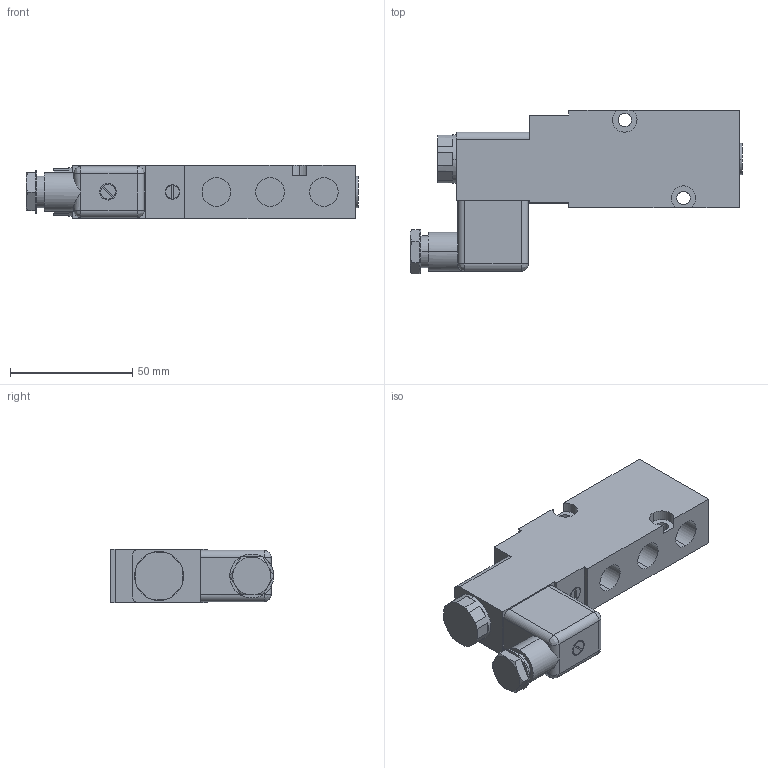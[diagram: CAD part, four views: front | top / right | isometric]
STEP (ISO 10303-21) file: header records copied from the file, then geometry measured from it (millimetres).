
FILE_DESCRIPTION (( 'STEP AP203' ), '1' );
FILE_NAME ('MNH.510.701.STEP', '2018-11-21T10:49:11', ( '' ), ( '' ), 'SwSTEP 2.0', 'SolidWorks 2013', '' );
FILE_SCHEMA (( 'CONFIG_CONTROL_DESIGN' ));
Length unit declared in the file: millimetre
Products named in the file (1): MNH.510.701
Bounding box: 136 x 67 x 22 mm (x, y, z)
Volume: 109334.1 mm3; surface area: 22319.2 mm2
Topology: 2 solids, 2 shells, 138 faces, 324 edges, 205 vertices
Faces by surface type: plane 76, cylinder 55, bspline 4, cone 3
Entity records: 4134 total; most frequent: CARTESIAN_POINT 823, DIRECTION 709, ORIENTED_EDGE 640, EDGE_CURVE 320, AXIS2_PLACEMENT_3D 269, VERTEX_POINT 205, VECTOR 171, LINE 171
